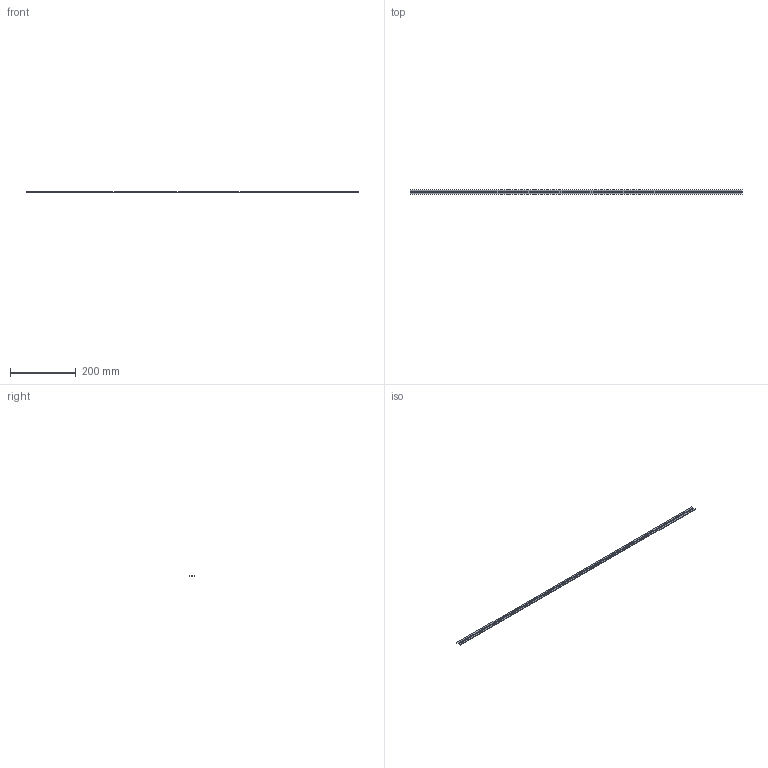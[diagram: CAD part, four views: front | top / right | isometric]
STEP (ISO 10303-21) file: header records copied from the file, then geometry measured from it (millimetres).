
FILE_DESCRIPTION(('CATIA V5R24 STEP','CAx-IF Rec.Pracs.--- Model Styling and Organization---1.2---2011-12-15'),'2;1');
FILE_NAME ('13163608_2', '2017-02-28T05:54:53+00:00', ('Weidmueller Interface'), ('Weidmueller'), 'CATIA Version 5-6 Release 2014 SP4 HF52', 'CATIA V5 STEP AP214', 'none');
FILE_SCHEMA(('AUTOMOTIVE_DESIGN { 1 0 10303 214 1 1 1 1 }'));
Length unit declared in the file: millimetre
Products named in the file (1): v5-standard_part
Bounding box: 1012.5 x 15 x 2 mm (x, y, z)
Volume: 26368.8 mm3; surface area: 34530.2 mm2
Topology: 1 solids, 1 shells, 760 faces, 2274 edges, 1516 vertices
Faces by surface type: cylinder 450, plane 310
Entity records: 24538 total; most frequent: ORIENTED_EDGE 4548, CARTESIAN_POINT 4327, DIRECTION 3346, EDGE_CURVE 2274, VERTEX_POINT 1516, AXIS2_PLACEMENT_3D 1437, VECTOR 1374, LINE 1374
